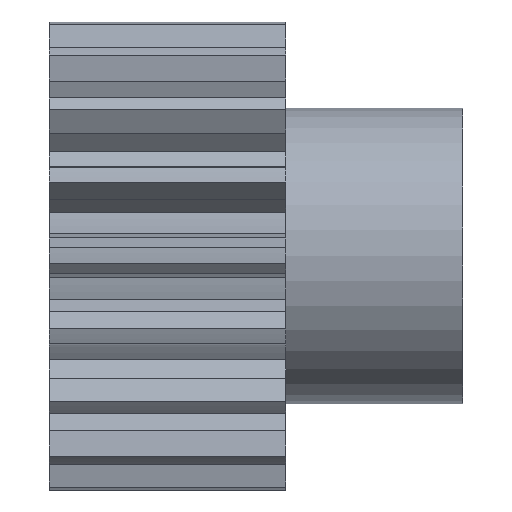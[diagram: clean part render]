
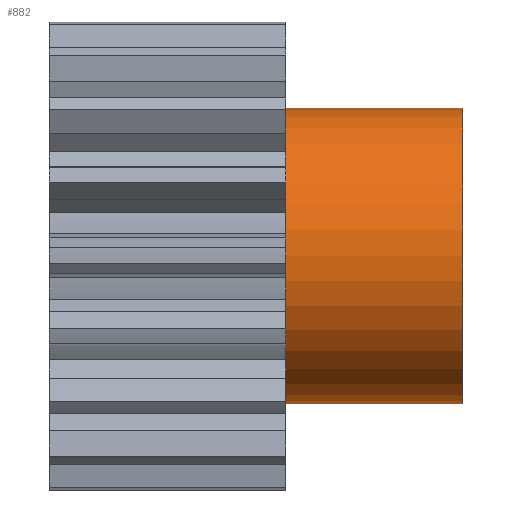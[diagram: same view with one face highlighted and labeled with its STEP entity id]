
A CAD part, top view. The second image highlights one B-rep face of the part: STEP entity #882.
In plain terms, the highlighted cylindrical face has radius 12.5 mm (diameter 25 mm), a partial arc.
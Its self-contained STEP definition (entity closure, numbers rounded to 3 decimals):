
#848 = VERTEX_POINT( '', #2234 );
#882 = ADVANCED_FACE( '', ( #2269 ), #2270, .T. );
#974 = VERTEX_POINT( '', #2374 );
#1032 = VERTEX_POINT( '', #2438 );
#1076 = EDGE_CURVE( '', #848, #1444, #2486, .T. );
#1444 = VERTEX_POINT( '', #2877 );
#1602 = EDGE_CURVE( '', #848, #974, #3047, .T. );
#1614 = EDGE_CURVE( '', #1032, #1444, #3059, .T. );
#1942 = EDGE_CURVE( '', #974, #1032, #3418, .T. );
#2234 = CARTESIAN_POINT( '', ( 10., -12.5, 0. ) );
#2269 = FACE_OUTER_BOUND( '', #3807, .T. );
#2270 = CYLINDRICAL_SURFACE( '', #3808, 12.5 );
#2374 = CARTESIAN_POINT( '', ( 25., -12.5, 0. ) );
#2438 = CARTESIAN_POINT( '', ( 25., 12.5, 0. ) );
#2486 = CIRCLE( '', #4089, 12.5 );
#2877 = CARTESIAN_POINT( '', ( 10., 12.5, 0. ) );
#3047 = LINE( '', #4928, #4929 );
#3059 = LINE( '', #4947, #4948 );
#3418 = CIRCLE( '', #5444, 12.5 );
#3807 = EDGE_LOOP( '', ( #5819, #5820, #5821, #5822 ) );
#3808 = AXIS2_PLACEMENT_3D( '', #5823, #5824, #5825 );
#4089 = AXIS2_PLACEMENT_3D( '', #6159, #6160, #6161 );
#4928 = CARTESIAN_POINT( '', ( 17.5, -12.5, 0. ) );
#4929 = VECTOR( '', #6745, 1. );
#4947 = CARTESIAN_POINT( '', ( 17.5, 12.5, 0. ) );
#4948 = VECTOR( '', #6751, 1. );
#5444 = AXIS2_PLACEMENT_3D( '', #7128, #7129, #7130 );
#5819 = ORIENTED_EDGE( '', *, *, #1614, .T. );
#5820 = ORIENTED_EDGE( '', *, *, #1076, .F. );
#5821 = ORIENTED_EDGE( '', *, *, #1602, .T. );
#5822 = ORIENTED_EDGE( '', *, *, #1942, .T. );
#5823 = CARTESIAN_POINT( '', ( 17.5, 0., 0. ) );
#5824 = DIRECTION( '', ( 1., 0., 0. ) );
#5825 = DIRECTION( '', ( 0., 1., 0. ) );
#6159 = CARTESIAN_POINT( '', ( 10., 0., 0. ) );
#6160 = DIRECTION( '', ( -1., 0., 0. ) );
#6161 = DIRECTION( '', ( 0., 1., 0. ) );
#6745 = DIRECTION( '', ( 1., 0., 0. ) );
#6751 = DIRECTION( '', ( -1., 0., 0. ) );
#7128 = CARTESIAN_POINT( '', ( 25., 0., 0. ) );
#7129 = DIRECTION( '', ( -1., 0., 0. ) );
#7130 = DIRECTION( '', ( 0., 1., 0. ) );
